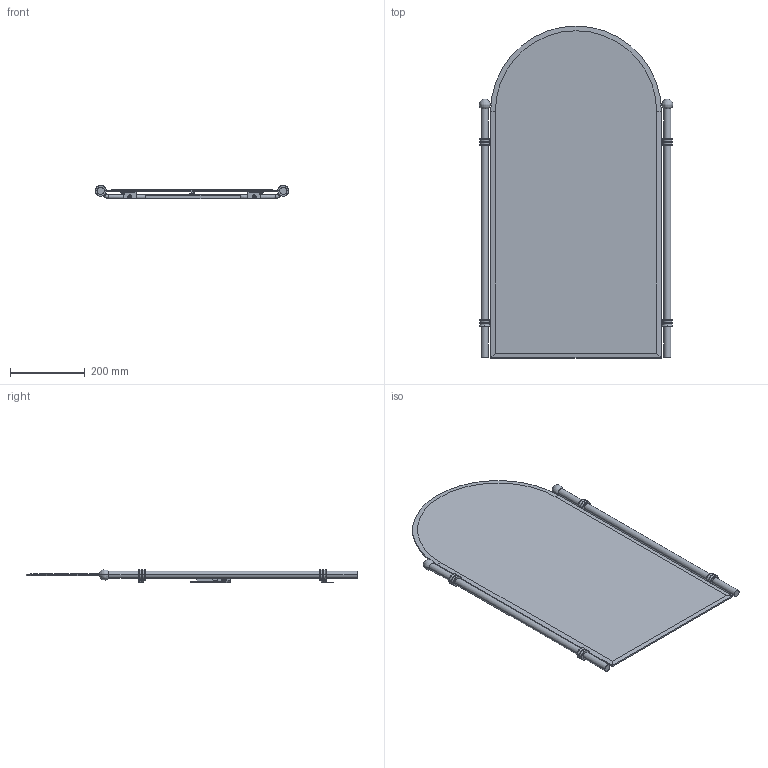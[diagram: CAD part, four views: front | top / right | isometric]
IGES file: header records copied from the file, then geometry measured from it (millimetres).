
Start section:  PTC IGES file: 1141.igs
Global section: file name: 1141.igs; native system: Creo Parametric by PTC Inc.; preprocessor: 2018400; author: jinson.thomas; organization: Unknown; date: 20210621.171213; units: inch
Bounding box: 517.84 x 889 x 35.6 mm (x, y, z)
Volume: 2469782.7 mm3; surface area: 972038.8 mm2
Topology: 2 solids, 2 shells, 589 faces, 1592 edges, 1021 vertices
Faces by surface type: revolution 344, bspline 245
